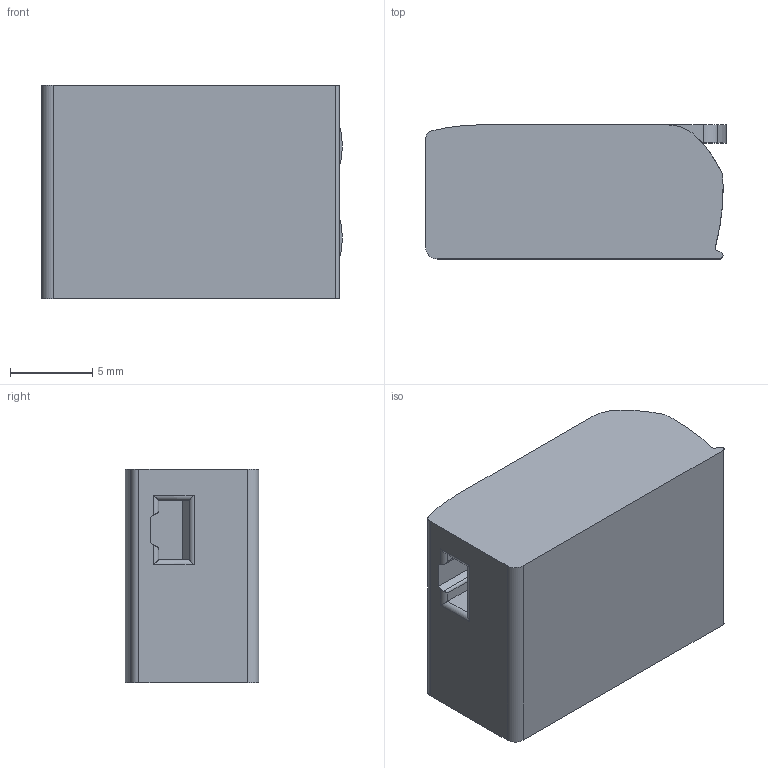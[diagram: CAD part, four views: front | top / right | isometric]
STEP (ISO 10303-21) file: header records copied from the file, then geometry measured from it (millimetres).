
FILE_DESCRIPTION(('HOOPS Exchange Step'),'2;1');
FILE_NAME('export-E81BE500-CB15-4A34-B34D-D65827244FB1.stp','2024-05-16T08:06:33+02:00',('Gebruiker'),('Alibre'),'HOOPS Exchange 2023.0','Alibre','Unknown authorisation');
FILE_SCHEMA( ('AP242_MANAGED_MODEL_BASED_3D_ENGINEERING_MIM_LF {1 0 10303 442 1 1 4 }') );
Length unit declared in the file: millimetre
Products named in the file (1): 4305 WAGO Terminal Block 2 wire 221-412
Bounding box: 18.3 x 8.15 x 13 mm (x, y, z)
Volume: 1755.7 mm3; surface area: 1290.1 mm2
Topology: 1 solids, 1 shells, 171 faces, 468 edges, 300 vertices
Faces by surface type: plane 70, cylinder 70, bspline 25, torus 6
Entity records: 5773 total; most frequent: CARTESIAN_POINT 1489, ORIENTED_EDGE 936, DIRECTION 837, EDGE_CURVE 468, VERTEX_POINT 300, AXIS2_PLACEMENT_3D 293, VECTOR 251, LINE 251
